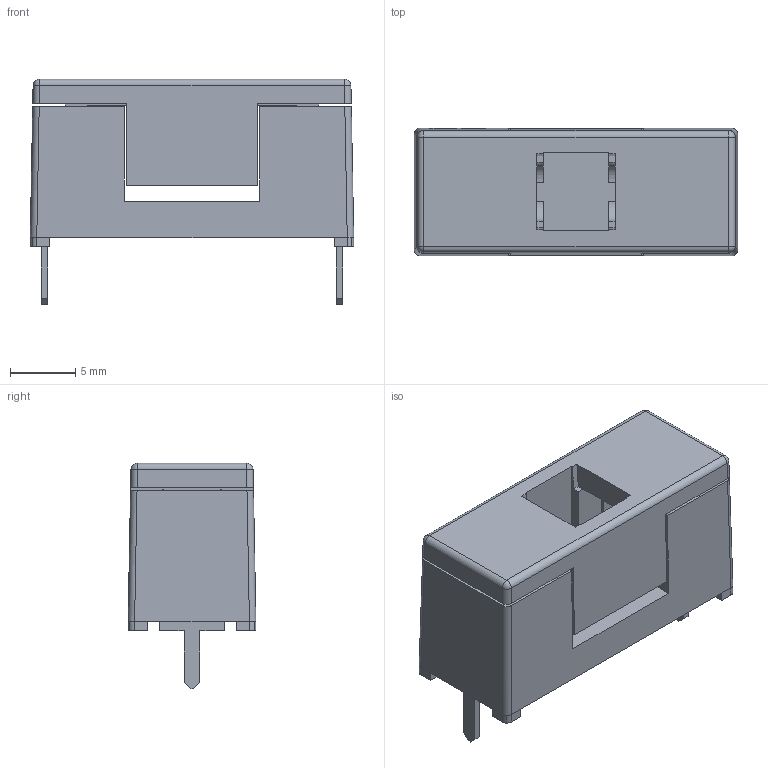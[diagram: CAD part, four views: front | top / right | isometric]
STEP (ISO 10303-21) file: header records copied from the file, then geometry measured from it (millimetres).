
FILE_DESCRIPTION (( 'STEP AP214' ), '1' );
FILE_NAME ('FUSE-TH_L24.8-W9.8-P22.60.step', '2022-06-28T11:02:02', ( '' ), ( '' ), 'SwSTEP 2.0', 'SolidWorks 2020', '' );
FILE_SCHEMA (( 'AUTOMOTIVE_DESIGN' ));
Length unit declared in the file: millimetre
Products named in the file (1): FUSE-TH_L24.8-W9.8-P22.60
Bounding box: 24.8 x 9.8 x 17.3 mm (x, y, z)
Volume: 1900.2 mm3; surface area: 2242.6 mm2
Topology: 1 solids, 1 shells, 425 faces, 1159 edges, 762 vertices
Faces by surface type: plane 285, bspline 120, cylinder 16, sphere 4
Entity records: 19170 total; most frequent: CARTESIAN_POINT 4579, ORIENTED_EDGE 2318, DIRECTION 1539, EDGE_CURVE 1159, VECTOR 887, LINE 887, VERTEX_POINT 762, EDGE_LOOP 455
